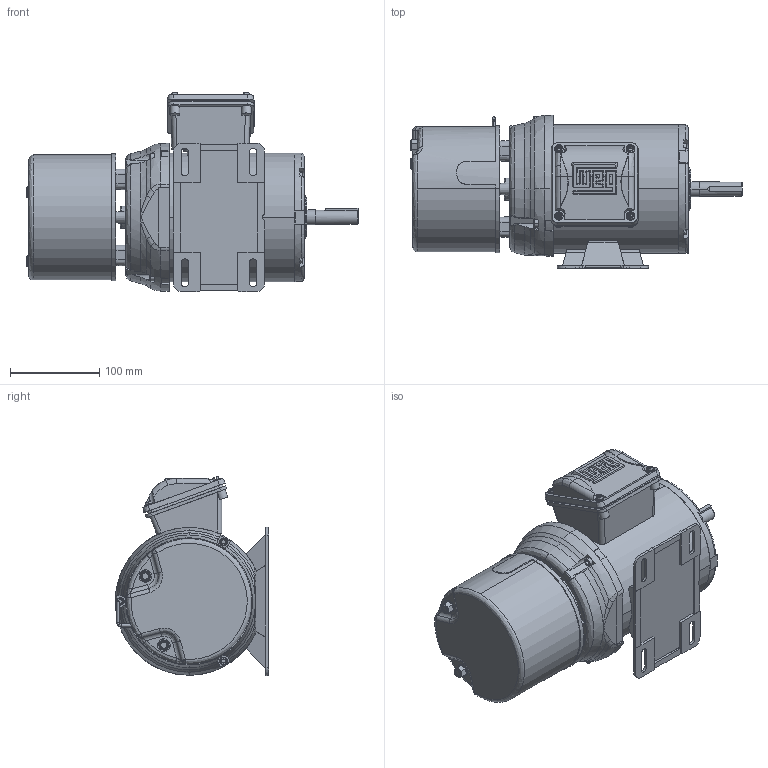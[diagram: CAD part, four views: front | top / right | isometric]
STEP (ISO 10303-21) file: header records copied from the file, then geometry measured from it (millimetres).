
FILE_DESCRIPTION (( 'STEP AP214' ), '1' );
FILE_NAME ('W56_3PH_TEFC_BM_1461 coord fxt.STEP', '2022-10-10T13:58:56', ( '' ), ( '' ), 'SwSTEP 2.0', 'SolidWorks 2021', '' );
FILE_SCHEMA (( 'AUTOMOTIVE_DESIGN' ));
Length unit declared in the file: inch
Products named in the file (1): W56_3PH_TEFC_BM_1461 coord fxt
Bounding box: 371.45 x 171.42 x 222.74 mm (x, y, z)
Volume: 5006771.7 mm3; surface area: 443904.3 mm2
Topology: 16 solids, 22 shells, 1499 faces, 3844 edges, 2469 vertices
Faces by surface type: plane 582, cylinder 422, cone 265, bspline 230
Entity records: 52567 total; most frequent: CARTESIAN_POINT 17895, ORIENTED_EDGE 7660, DIRECTION 6775, EDGE_CURVE 3830, AXIS2_PLACEMENT_3D 2560, VERTEX_POINT 2469, VECTOR 1655, LINE 1655
